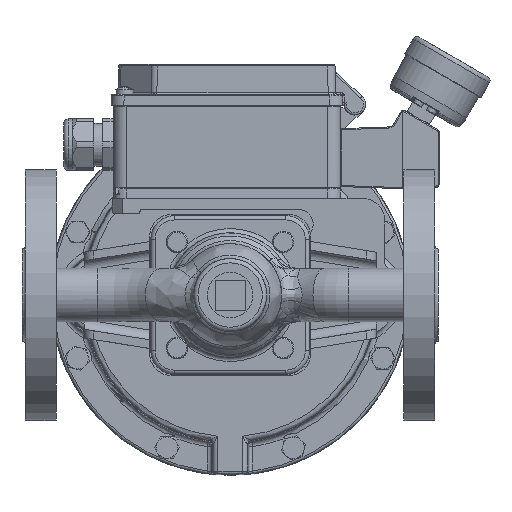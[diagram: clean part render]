
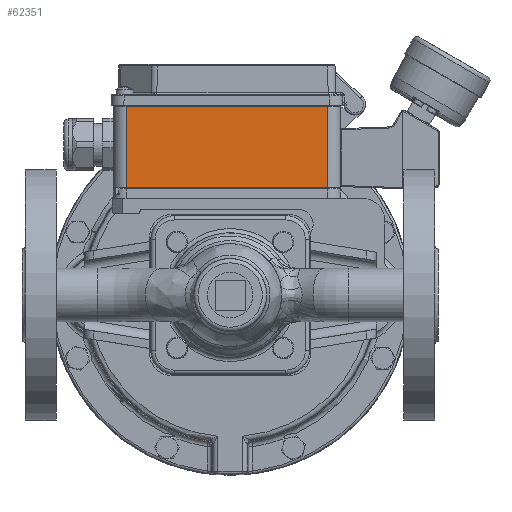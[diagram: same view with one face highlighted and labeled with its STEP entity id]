
A CAD part, front view. The second image highlights one B-rep face of the part: STEP entity #62351.
In plain terms, the highlighted planar face has unit normal (0, -1, -0.018).
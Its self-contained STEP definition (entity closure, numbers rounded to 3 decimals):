
#6035=PLANE('',#68096);
#9993=FACE_OUTER_BOUND('',#13761,.T.);
#13761=EDGE_LOOP('',(#52307,#52308,#52309,#52310));
#17692=LINE('',#127500,#21475);
#17699=LINE('',#127564,#21482);
#17700=LINE('',#127567,#21483);
#17701=LINE('',#127568,#21484);
#21475=VECTOR('',#82001,37.803);
#21482=VECTOR('',#82022,37.803);
#21483=VECTOR('',#82027,94.);
#21484=VECTOR('',#82028,94.);
#28450=VERTEX_POINT('',#127498);
#28451=VERTEX_POINT('',#127499);
#28460=VERTEX_POINT('',#127552);
#28461=VERTEX_POINT('',#127563);
#36748=EDGE_CURVE('',#28450,#28451,#17692,.T.);
#36762=EDGE_CURVE('',#28461,#28460,#17699,.T.);
#36764=EDGE_CURVE('',#28460,#28450,#17700,.T.);
#36765=EDGE_CURVE('',#28451,#28461,#17701,.T.);
#52307=ORIENTED_EDGE('',*,*,#36762,.T.);
#52308=ORIENTED_EDGE('',*,*,#36764,.T.);
#52309=ORIENTED_EDGE('',*,*,#36748,.T.);
#52310=ORIENTED_EDGE('',*,*,#36765,.T.);
#62351=ADVANCED_FACE('',(#9993),#6035,.T.);
#68096=AXIS2_PLACEMENT_3D('',#127566,#82025,#82026);
#82001=DIRECTION('',(0.,0.018,-1.));
#82022=DIRECTION('',(0.,-0.018,1.));
#82025=DIRECTION('center_axis',(0.,-1.,
-0.018));
#82026=DIRECTION('ref_axis',(0.,0.018,-1.));
#82027=DIRECTION('',(-1.,0.,0.));
#82028=DIRECTION('',(1.,0.,0.));
#127498=CARTESIAN_POINT('',(-49.556,127.873,87.846));
#127499=CARTESIAN_POINT('',(-49.556,128.566,50.05));
#127500=CARTESIAN_POINT('',(-49.556,128.566,50.05));
#127552=CARTESIAN_POINT('',(44.444,127.873,87.846));
#127563=CARTESIAN_POINT('',(44.444,128.566,50.05));
#127564=CARTESIAN_POINT('',(44.444,128.566,50.05));
#127566=CARTESIAN_POINT('Origin',(-55.556,128.566,50.05));
#127567=CARTESIAN_POINT('',(-49.556,127.873,87.846));
#127568=CARTESIAN_POINT('',(-55.556,128.566,50.05));
